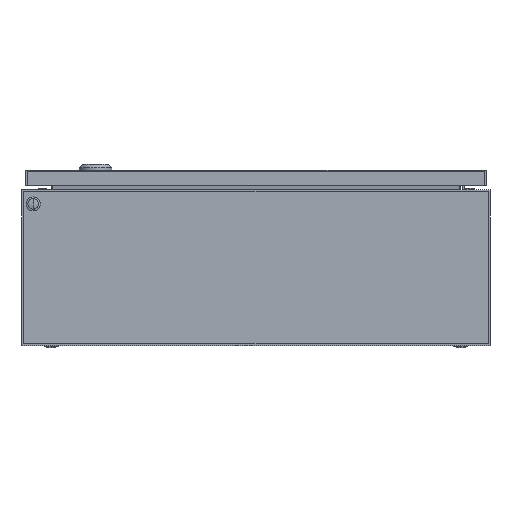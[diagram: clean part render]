
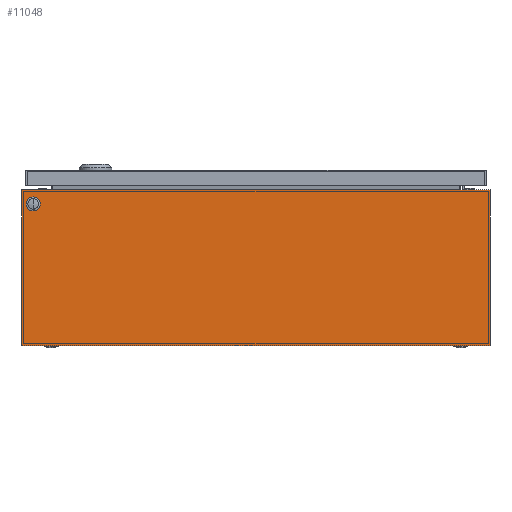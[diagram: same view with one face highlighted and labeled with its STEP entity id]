
A CAD part, front view. The second image highlights one B-rep face of the part: STEP entity #11048.
In plain terms, the highlighted planar face has unit normal (0, -1, 0).
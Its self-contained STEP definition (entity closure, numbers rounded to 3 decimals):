
#1162 = ORIENTED_EDGE ( 'NONE', *, *, #23602, .T. ) ;
#1655 = VERTEX_POINT ( 'NONE', #44397 ) ;
#2980 = VERTEX_POINT ( 'NONE', #38495 ) ;
#4739 = DIRECTION ( 'NONE',  ( 0., -1., 0. ) ) ;
#5049 = VERTEX_POINT ( 'NONE', #35761 ) ;
#5905 = CARTESIAN_POINT ( 'NONE',  ( 0., 0., 0. ) ) ;
#6265 = DIRECTION ( 'NONE',  ( 0., -1., 0. ) ) ;
#6759 = FACE_BOUND ( 'NONE', #34244, .T. ) ;
#6940 = AXIS2_PLACEMENT_3D ( 'NONE', #10821, #25356, #14628 ) ;
#8196 = CARTESIAN_POINT ( 'NONE',  ( 0., 0., 133. ) ) ;
#8463 = DIRECTION ( 'NONE',  ( 0., 0., -1. ) ) ;
#8739 = VERTEX_POINT ( 'NONE', #44176 ) ;
#10292 = VECTOR ( 'NONE', #43825, 1000. ) ;
#10821 = CARTESIAN_POINT ( 'NONE',  ( 0., 0., 133. ) ) ;
#10853 = ORIENTED_EDGE ( 'NONE', *, *, #47376, .F. ) ;
#11048 = ADVANCED_FACE ( 'NONE', ( #6759, #33774 ), #33297, .F. ) ;
#11673 = EDGE_LOOP ( 'NONE', ( #42681, #12051, #45086, #1162 ) ) ;
#11738 = VERTEX_POINT ( 'NONE', #33904 ) ;
#12051 = ORIENTED_EDGE ( 'NONE', *, *, #22381, .F. ) ;
#12693 = LINE ( 'NONE', #36153, #10292 ) ;
#13779 = DIRECTION ( 'NONE',  ( 1., 0., 0. ) ) ;
#14628 = DIRECTION ( 'NONE',  ( 0., 0., 1. ) ) ;
#16464 = CARTESIAN_POINT ( 'NONE',  ( 400., 0., 0. ) ) ;
#19423 = LINE ( 'NONE', #34732, #47623 ) ;
#19477 = EDGE_CURVE ( 'NONE', #8739, #11738, #38136, .T. ) ;
#20436 = VECTOR ( 'NONE', #13779, 1000. ) ;
#22381 = EDGE_CURVE ( 'NONE', #5049, #2980, #26793, .T. ) ;
#23602 = EDGE_CURVE ( 'NONE', #1655, #31147, #48754, .T. ) ;
#25356 = DIRECTION ( 'NONE',  ( 0., 1., 0. ) ) ;
#25359 = CARTESIAN_POINT ( 'NONE',  ( 9.5, 0., 121. ) ) ;
#26109 = VECTOR ( 'NONE', #35744, 1000. ) ;
#26793 = LINE ( 'NONE', #8196, #26109 ) ;
#27537 = AXIS2_PLACEMENT_3D ( 'NONE', #25359, #6265, #29962 ) ;
#29962 = DIRECTION ( 'NONE',  ( 0., 0., -1. ) ) ;
#30822 = EDGE_CURVE ( 'NONE', #5049, #1655, #12693, .T. ) ;
#31147 = VERTEX_POINT ( 'NONE', #16464 ) ;
#31153 = ORIENTED_EDGE ( 'NONE', *, *, #19477, .F. ) ;
#33297 = PLANE ( 'NONE',  #6940 ) ;
#33774 = FACE_OUTER_BOUND ( 'NONE', #11673, .T. ) ;
#33904 = CARTESIAN_POINT ( 'NONE',  ( 9.5, 0., 116.5 ) ) ;
#34244 = EDGE_LOOP ( 'NONE', ( #10853, #31153 ) ) ;
#34732 = CARTESIAN_POINT ( 'NONE',  ( 400., 0., 133. ) ) ;
#35744 = DIRECTION ( 'NONE',  ( 1., 0., 0. ) ) ;
#35761 = CARTESIAN_POINT ( 'NONE',  ( 0., 0., 133. ) ) ;
#36153 = CARTESIAN_POINT ( 'NONE',  ( 0., 0., 133. ) ) ;
#38136 = CIRCLE ( 'NONE', #27537, 4.5 ) ;
#38495 = CARTESIAN_POINT ( 'NONE',  ( 400., 0., 133. ) ) ;
#39438 = DIRECTION ( 'NONE',  ( 0., 0., -1. ) ) ;
#39680 = CARTESIAN_POINT ( 'NONE',  ( 9.5, 0., 121. ) ) ;
#40499 = AXIS2_PLACEMENT_3D ( 'NONE', #39680, #4739, #39438 ) ;
#42681 = ORIENTED_EDGE ( 'NONE', *, *, #43830, .F. ) ;
#43825 = DIRECTION ( 'NONE',  ( 0., 0., -1. ) ) ;
#43830 = EDGE_CURVE ( 'NONE', #2980, #31147, #19423, .T. ) ;
#44176 = CARTESIAN_POINT ( 'NONE',  ( 9.5, 0., 125.5 ) ) ;
#44397 = CARTESIAN_POINT ( 'NONE',  ( 0., 0., 0. ) ) ;
#45086 = ORIENTED_EDGE ( 'NONE', *, *, #30822, .T. ) ;
#46146 = CIRCLE ( 'NONE', #40499, 4.5 ) ;
#47376 = EDGE_CURVE ( 'NONE', #11738, #8739, #46146, .T. ) ;
#47623 = VECTOR ( 'NONE', #8463, 1000. ) ;
#48754 = LINE ( 'NONE', #5905, #20436 ) ;
